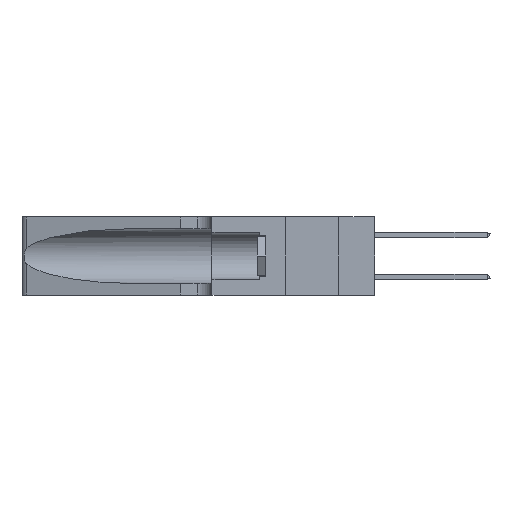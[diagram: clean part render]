
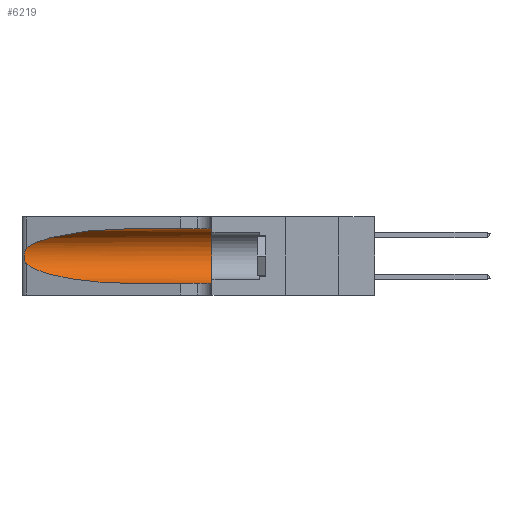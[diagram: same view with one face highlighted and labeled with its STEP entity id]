
A CAD part, left-side view. The second image highlights one B-rep face of the part: STEP entity #6219.
In plain terms, the highlighted cylindrical face has radius 3.308 mm (diameter 6.617 mm), a partial arc.
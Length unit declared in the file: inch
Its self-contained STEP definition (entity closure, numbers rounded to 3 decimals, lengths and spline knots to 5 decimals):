
#492 = VECTOR ( 'NONE', #16278, 39.37008 ) ;
#627 = VERTEX_POINT ( 'NONE', #20938 ) ;
#802 = CARTESIAN_POINT ( 'NONE',  ( 0.1305, 0.35, 0.185 ) ) ;
#1015 = EDGE_LOOP ( 'NONE', ( #1325, #28488, #12409, #17992, #5012, #3332 ) ) ;
#1325 = ORIENTED_EDGE ( 'NONE', *, *, #22092, .T. ) ;
#1432 = DIRECTION ( 'NONE',  ( 0., 0., -1. ) ) ;
#1673 = CARTESIAN_POINT ( 'NONE',  ( 0.26017, 1.23833, 0.17102 ) ) ;
#1890 = CARTESIAN_POINT ( 'NONE',  ( 0.25487, 1.22718, 0.22369 ) ) ;
#2855 = CARTESIAN_POINT ( 'NONE',  ( 0.1305, 1.61858, 0.31525 ) ) ;
#3088 = LINE ( 'NONE', #2855, #31185 ) ;
#3332 = ORIENTED_EDGE ( 'NONE', *, *, #21114, .F. ) ;
#3734 = CARTESIAN_POINT ( 'NONE',  ( 0.1305, 1.61858, 0.185 ) ) ;
#3979 = CARTESIAN_POINT ( 'NONE',  ( 0.25787, 1.23484, 0.2124 ) ) ;
#5012 = ORIENTED_EDGE ( 'NONE', *, *, #11779, .F. ) ;
#5370 = VERTEX_POINT ( 'NONE', #20310 ) ;
#6219 = ADVANCED_FACE ( 'NONE', ( #25457 ), #19088, .F. ) ;
#6538 = CARTESIAN_POINT ( 'NONE',  ( 0.25487, 1.22718, 0.14631 ) ) ;
#7306 = CARTESIAN_POINT ( 'NONE',  ( 0.1305, 0.72297, 0.31525 ) ) ;
#7385 = CARTESIAN_POINT ( 'NONE',  ( 0.25639, 1.23186, 0.15144 ) ) ;
#8791 = CARTESIAN_POINT ( 'NONE',  ( 0.25555, 1.22994, 0.2215 ) ) ;
#8990 = CARTESIAN_POINT ( 'NONE',  ( 0.18966, 0.96281, 0.05475 ) ) ;
#9653 =( BOUNDED_CURVE ( )  B_SPLINE_CURVE ( 3, ( #25691, #11203, #16831, #16635 ),
 .UNSPECIFIED., .F., .F. ) 
 B_SPLINE_CURVE_WITH_KNOTS ( ( 4, 4 ),
 ( 1.5708, 2.84003 ),
 .UNSPECIFIED. ) 
 CURVE ( )  GEOMETRIC_REPRESENTATION_ITEM ( )  RATIONAL_B_SPLINE_CURVE ( ( 1., 0.87, 0.87, 1. ) ) 
 REPRESENTATION_ITEM ( '' )  );
#10018 = CARTESIAN_POINT ( 'NONE',  ( 0.25789, 1.23486, 0.15765 ) ) ;
#10368 = DIRECTION ( 'NONE',  ( 0., 0., 1. ) ) ;
#11179 = CARTESIAN_POINT ( 'NONE',  ( 0.25639, 1.23184, 0.21858 ) ) ;
#11203 = CARTESIAN_POINT ( 'NONE',  ( 0.18966, 0.96281, 0.31525 ) ) ;
#11599 = CARTESIAN_POINT ( 'NONE',  ( 0.2373, 1.15595, 0.08982 ) ) ;
#11779 = EDGE_CURVE ( 'NONE', #13845, #24953, #25856, .T. ) ;
#12020 = CARTESIAN_POINT ( 'NONE',  ( 0.1305, 0.35, 0.31525 ) ) ;
#12409 = ORIENTED_EDGE ( 'NONE', *, *, #29399, .T. ) ;
#13620 = CARTESIAN_POINT ( 'NONE',  ( 0.1305, 0.72297, 0.05475 ) ) ;
#13733 = CARTESIAN_POINT ( 'NONE',  ( 0.26075, 1.23896, 0.178 ) ) ;
#13845 = VERTEX_POINT ( 'NONE', #12020 ) ;
#14056 = CARTESIAN_POINT ( 'NONE',  ( 0.25487, 1.22718, 0.14631 ) ) ;
#14760 = CARTESIAN_POINT ( 'NONE',  ( 0.25555, 1.22993, 0.14849 ) ) ;
#15630 = AXIS2_PLACEMENT_3D ( 'NONE', #802, #27175, #10368 ) ;
#16278 = DIRECTION ( 'NONE',  ( 0., -1., 0. ) ) ;
#16474 = CARTESIAN_POINT ( 'NONE',  ( 0.1305, 1.61858, 0.05475 ) ) ;
#16635 = CARTESIAN_POINT ( 'NONE',  ( 0.25487, 1.22718, 0.22369 ) ) ;
#16831 = CARTESIAN_POINT ( 'NONE',  ( 0.2373, 1.15595, 0.28018 ) ) ;
#17580 = DIRECTION ( 'NONE',  ( 0., -1., 0. ) ) ;
#17992 = ORIENTED_EDGE ( 'NONE', *, *, #31161, .T. ) ;
#18527 = VERTEX_POINT ( 'NONE', #26308 ) ;
#19088 = CYLINDRICAL_SURFACE ( 'NONE', #23655, 0.13025 ) ;
#19153 =( BOUNDED_CURVE ( )  B_SPLINE_CURVE ( 3, ( #6538, #11599, #8990, #13620 ),
 .UNSPECIFIED., .F., .F. ) 
 B_SPLINE_CURVE_WITH_KNOTS ( ( 4, 4 ),
 ( 3.44316, 4.71239 ),
 .UNSPECIFIED. ) 
 CURVE ( )  GEOMETRIC_REPRESENTATION_ITEM ( )  RATIONAL_B_SPLINE_CURVE ( ( 1., 0.87, 0.87, 1. ) ) 
 REPRESENTATION_ITEM ( '' )  );
#20310 = CARTESIAN_POINT ( 'NONE',  ( 0.25487, 1.22718, 0.14631 ) ) ;
#20480 = B_SPLINE_CURVE_WITH_KNOTS ( 'NONE', 3,
 ( #1890, #8791, #11179, #3979, #20934, #25785, #28242, #13733, #1673, #26109, #10018, #7385, #14760, #14056 ),
 .UNSPECIFIED., .F., .F.,
 ( 4, 2, 2, 2, 2, 2, 4 ),
 ( 0., 0.00027, 0.00053, 0.00107, 0.0016, 0.00187, 0.00214 ),
 .UNSPECIFIED. ) ;
#20934 = CARTESIAN_POINT ( 'NONE',  ( 0.25854, 1.2359, 0.20912 ) ) ;
#20938 = CARTESIAN_POINT ( 'NONE',  ( 0.1305, 0.72297, 0.05475 ) ) ;
#21114 = EDGE_CURVE ( 'NONE', #29044, #13845, #3088, .T. ) ;
#22092 = EDGE_CURVE ( 'NONE', #29044, #18527, #9653, .T. ) ;
#23655 = AXIS2_PLACEMENT_3D ( 'NONE', #3734, #30184, #1432 ) ;
#24403 = LINE ( 'NONE', #16474, #492 ) ;
#24953 = VERTEX_POINT ( 'NONE', #28177 ) ;
#25457 = FACE_OUTER_BOUND ( 'NONE', #1015, .T. ) ;
#25691 = CARTESIAN_POINT ( 'NONE',  ( 0.1305, 0.72297, 0.31525 ) ) ;
#25748 = EDGE_CURVE ( 'NONE', #18527, #5370, #20480, .T. ) ;
#25785 = CARTESIAN_POINT ( 'NONE',  ( 0.26018, 1.23835, 0.19895 ) ) ;
#25856 = CIRCLE ( 'NONE', #15630, 0.13025 ) ;
#26109 = CARTESIAN_POINT ( 'NONE',  ( 0.25856, 1.23593, 0.16098 ) ) ;
#26308 = CARTESIAN_POINT ( 'NONE',  ( 0.25487, 1.22718, 0.22369 ) ) ;
#27175 = DIRECTION ( 'NONE',  ( 0., 1., 0. ) ) ;
#28177 = CARTESIAN_POINT ( 'NONE',  ( 0.1305, 0.35, 0.05475 ) ) ;
#28242 = CARTESIAN_POINT ( 'NONE',  ( 0.26075, 1.23896, 0.19203 ) ) ;
#28488 = ORIENTED_EDGE ( 'NONE', *, *, #25748, .T. ) ;
#29044 = VERTEX_POINT ( 'NONE', #7306 ) ;
#29399 = EDGE_CURVE ( 'NONE', #5370, #627, #19153, .T. ) ;
#30184 = DIRECTION ( 'NONE',  ( 0., -1., 0. ) ) ;
#31161 = EDGE_CURVE ( 'NONE', #627, #24953, #24403, .T. ) ;
#31185 = VECTOR ( 'NONE', #17580, 39.37008 ) ;
